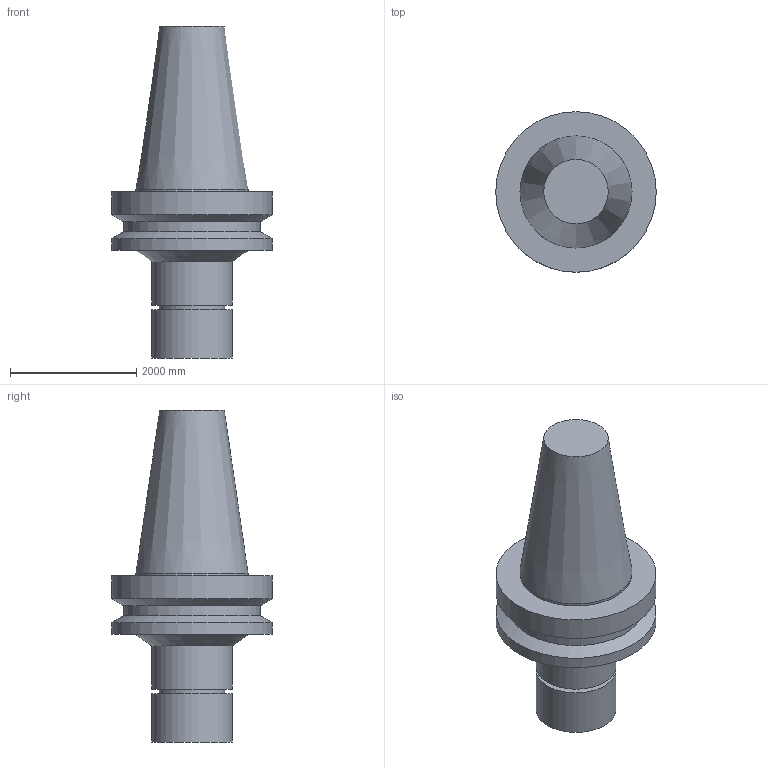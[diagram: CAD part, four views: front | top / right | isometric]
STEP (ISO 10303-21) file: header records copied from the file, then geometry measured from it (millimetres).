
FILE_DESCRIPTION((''),'1');
FILE_NAME('BBT50-MEGAER32-105NL.stp','2018-02-02T08:17:34',(''),(''),'Spatial Interop R21 SP3','Kubotek KeyCreator 2011 V10.0.2 (22737)',' ');
FILE_SCHEMA(('automotive_design'));
Length unit declared in the file: inch
Products named in the file (2): Unnamed[1]
Bounding box: 2540 x 2540 x 5252.72 mm (x, y, z)
Volume: 11094786326.3 mm3; surface area: 39163214.7 mm2
Topology: 2 solids, 2 shells, 21 faces, 33 edges, 19 vertices
Faces by surface type: cylinder 8, plane 7, cone 6
Full cylindrical faces by diameter (mm): 1016 x1, 1041.4 x1, 1270 x2, 1774.19 x1, 2159 x1, 2540 x2
Entity records: 806 total; most frequent: DIRECTION 84, PRESENTATION_STYLE_ASSIGNMENT 65, COLOUR_RGB 65, CARTESIAN_POINT 61, STYLED_ITEM 42, AXIS2_PLACEMENT_3D 42, CURVE_STYLE 42, DRAUGHTING_PRE_DEFINED_CURVE_FONT 42
